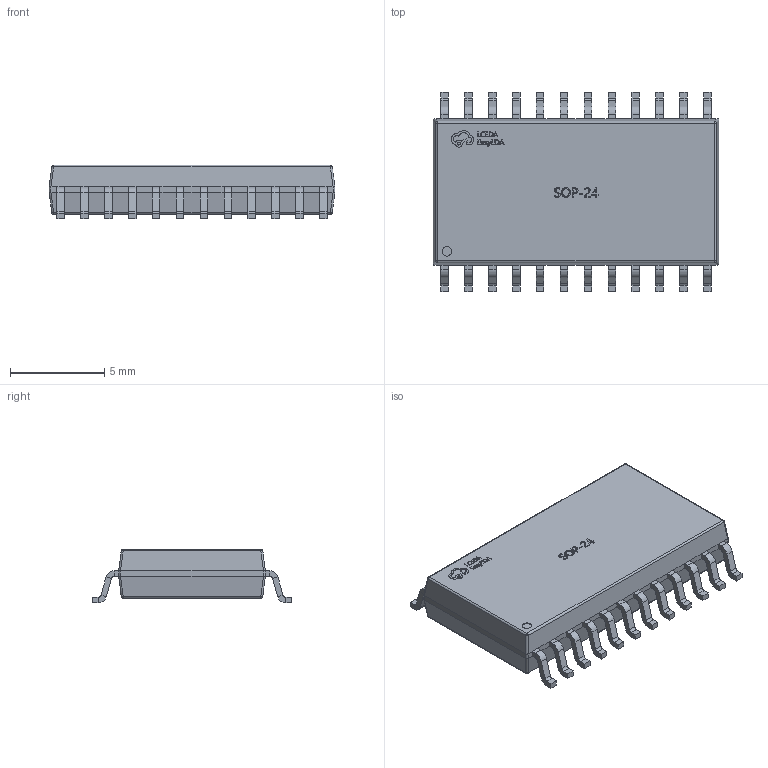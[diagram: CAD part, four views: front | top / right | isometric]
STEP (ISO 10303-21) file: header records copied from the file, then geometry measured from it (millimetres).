
FILE_DESCRIPTION (( 'STEP AP214' ), '1' );
FILE_NAME ('SOP-24_L15.2-W7.8-H2.6-LS10.6-P1.27.step', '2022-07-26T10:05:53', ( '' ), ( '' ), 'SwSTEP 2.0', 'SolidWorks 2020', '' );
FILE_SCHEMA (( 'AUTOMOTIVE_DESIGN' ));
Length unit declared in the file: millimetre
Products named in the file (1): SOP-24_L15.2-W7.8-H2.6-LS10.6-P1.27
Bounding box: 15.2 x 10.6 x 2.85 mm (x, y, z)
Volume: 306.9 mm3; surface area: 418.9 mm2
Topology: 14 solids, 14 shells, 937 faces, 2172 edges, 1280 vertices
Faces by surface type: plane 665, bspline 146, cylinder 118, sphere 8
Entity records: 38745 total; most frequent: CARTESIAN_POINT 8808, ORIENTED_EDGE 4344, DIRECTION 3656, EDGE_CURVE 2172, VECTOR 1632, LINE 1632, VERTEX_POINT 1280, AXIS2_PLACEMENT_3D 1012
